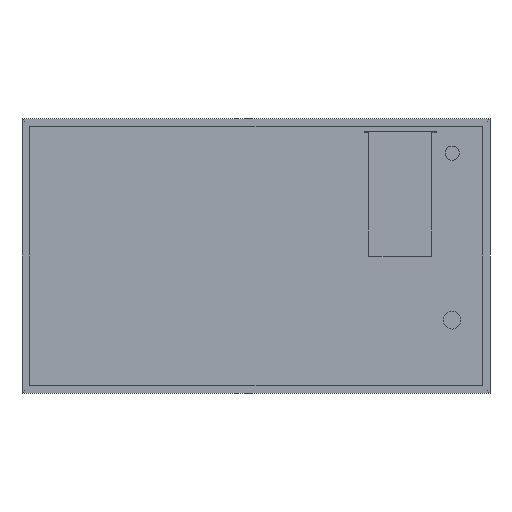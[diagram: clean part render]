
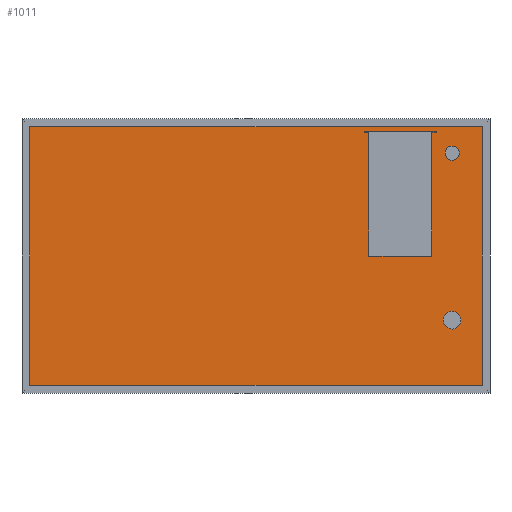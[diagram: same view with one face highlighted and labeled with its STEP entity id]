
A CAD part, front view. The second image highlights one B-rep face of the part: STEP entity #1011.
In plain terms, the highlighted planar face has unit normal (0, -1, 0).
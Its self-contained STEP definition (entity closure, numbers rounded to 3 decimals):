
#26=FACE_BOUND('',#169,.T.);
#27=FACE_BOUND('',#170,.T.);
#43=PLANE('',#1106);
#105=FACE_OUTER_BOUND('',#168,.T.);
#168=EDGE_LOOP('',(#779,#780,#781,#782));
#169=EDGE_LOOP('',(#783,#784));
#170=EDGE_LOOP('',(#785,#786));
#235=LINE('',#1477,#365);
#239=LINE('',#1485,#369);
#242=LINE('',#1491,#372);
#245=LINE('',#1496,#375);
#365=VECTOR('',#1206,10.);
#369=VECTOR('',#1212,10.);
#372=VECTOR('',#1217,10.);
#375=VECTOR('',#1222,10.);
#483=CIRCLE('',#1087,20.);
#484=CIRCLE('',#1088,20.);
#487=CIRCLE('',#1093,25.);
#488=CIRCLE('',#1094,25.);
#491=VERTEX_POINT('',#1432);
#492=VERTEX_POINT('',#1434);
#495=VERTEX_POINT('',#1443);
#496=VERTEX_POINT('',#1445);
#505=VERTEX_POINT('',#1475);
#506=VERTEX_POINT('',#1476);
#509=VERTEX_POINT('',#1484);
#511=VERTEX_POINT('',#1490);
#584=EDGE_CURVE('',#492,#491,#483,.T.);
#585=EDGE_CURVE('',#491,#492,#484,.T.);
#589=EDGE_CURVE('',#496,#495,#487,.T.);
#590=EDGE_CURVE('',#495,#496,#488,.T.);
#603=EDGE_CURVE('',#505,#506,#235,.T.);
#607=EDGE_CURVE('',#509,#505,#239,.T.);
#610=EDGE_CURVE('',#511,#509,#242,.T.);
#613=EDGE_CURVE('',#506,#511,#245,.T.);
#779=ORIENTED_EDGE('',*,*,#613,.F.);
#780=ORIENTED_EDGE('',*,*,#603,.F.);
#781=ORIENTED_EDGE('',*,*,#607,.F.);
#782=ORIENTED_EDGE('',*,*,#610,.F.);
#783=ORIENTED_EDGE('',*,*,#584,.T.);
#784=ORIENTED_EDGE('',*,*,#585,.T.);
#785=ORIENTED_EDGE('',*,*,#589,.T.);
#786=ORIENTED_EDGE('',*,*,#590,.T.);
#1011=ADVANCED_FACE('',(#105,#26,#27),#43,.F.);
#1087=AXIS2_PLACEMENT_3D('',#1435,#1163,#1164);
#1088=AXIS2_PLACEMENT_3D('',#1436,#1165,#1166);
#1093=AXIS2_PLACEMENT_3D('',#1446,#1176,#1177);
#1094=AXIS2_PLACEMENT_3D('',#1447,#1178,#1179);
#1106=AXIS2_PLACEMENT_3D('',#1499,#1226,#1227);
#1163=DIRECTION('center_axis',(0.,1.,0.));
#1164=DIRECTION('ref_axis',(1.,0.,0.));
#1165=DIRECTION('center_axis',(0.,1.,0.));
#1166=DIRECTION('ref_axis',(1.,0.,0.));
#1176=DIRECTION('center_axis',(0.,1.,0.));
#1177=DIRECTION('ref_axis',(1.,0.,0.));
#1178=DIRECTION('center_axis',(0.,1.,0.));
#1179=DIRECTION('ref_axis',(1.,0.,0.));
#1206=DIRECTION('',(-1.,0.,0.));
#1212=DIRECTION('',(0.,0.,-1.));
#1217=DIRECTION('',(1.,0.,0.));
#1222=DIRECTION('',(0.,0.,1.));
#1226=DIRECTION('center_axis',(0.,1.,0.));
#1227=DIRECTION('ref_axis',(0.,0.,1.));
#1432=CARTESIAN_POINT('',(537.5,0.,292.5));
#1434=CARTESIAN_POINT('',(577.5,0.,292.5));
#1435=CARTESIAN_POINT('Origin',(557.5,0.,292.5));
#1436=CARTESIAN_POINT('Origin',(557.5,0.,292.5));
#1443=CARTESIAN_POINT('',(532.5,0.,-182.5));
#1445=CARTESIAN_POINT('',(582.5,0.,-182.5));
#1446=CARTESIAN_POINT('Origin',(557.5,0.,-182.5));
#1447=CARTESIAN_POINT('Origin',(557.5,0.,-182.5));
#1475=CARTESIAN_POINT('',(642.5,0.,-367.5));
#1476=CARTESIAN_POINT('',(-642.5,0.,-367.5));
#1477=CARTESIAN_POINT('',(642.5,0.,-367.5));
#1484=CARTESIAN_POINT('',(642.5,0.,367.5));
#1485=CARTESIAN_POINT('',(642.5,0.,367.5));
#1490=CARTESIAN_POINT('',(-642.5,0.,367.5));
#1491=CARTESIAN_POINT('',(-642.5,0.,367.5));
#1496=CARTESIAN_POINT('',(-642.5,0.,-367.5));
#1499=CARTESIAN_POINT('Origin',(0.,0.,0.));
